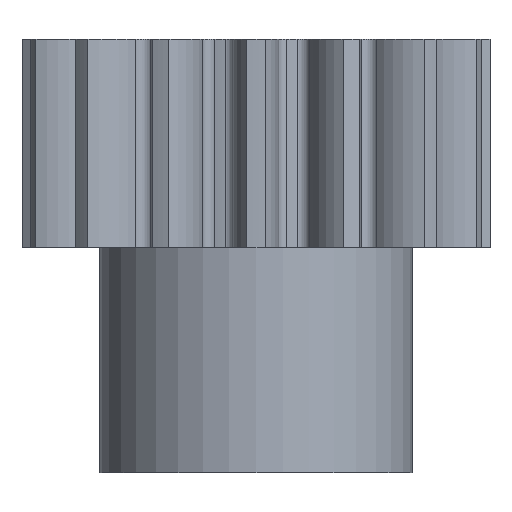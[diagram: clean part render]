
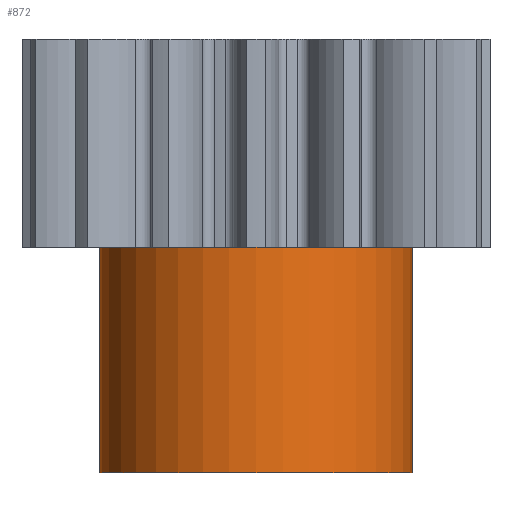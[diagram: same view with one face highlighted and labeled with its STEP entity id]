
A CAD part, front view. The second image highlights one B-rep face of the part: STEP entity #872.
In plain terms, the highlighted cylindrical face has radius 9 mm (diameter 18 mm), a partial arc.
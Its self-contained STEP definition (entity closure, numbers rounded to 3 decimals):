
#42 = VERTEX_POINT ( 'NONE', #3698 ) ;
#47 = VERTEX_POINT ( 'NONE', #3724 ) ;
#59 = EDGE_CURVE ( 'NONE', #47, #42, #3710, .T. ) ;
#163 = EDGE_CURVE ( 'NONE', #411, #173, #1485, .T. ) ;
#173 = VERTEX_POINT ( 'NONE', #1472 ) ;
#411 = VERTEX_POINT ( 'NONE', #1910 ) ;
#661 = EDGE_CURVE ( 'NONE', #42, #173, #2494, .T. ) ;
#766 = EDGE_LOOP ( 'NONE', ( #877, #977, #804, #778 ) ) ;
#778 = ORIENTED_EDGE ( 'NONE', *, *, #661, .F. ) ;
#804 = ORIENTED_EDGE ( 'NONE', *, *, #163, .T. ) ;
#872 = ADVANCED_FACE ( 'NONE', ( #2885 ), #2881, .T. ) ;
#877 = ORIENTED_EDGE ( 'NONE', *, *, #59, .F. ) ;
#976 = EDGE_CURVE ( 'NONE', #47, #411, #2768, .T. ) ;
#977 = ORIENTED_EDGE ( 'NONE', *, *, #976, .T. ) ;
#1472 = CARTESIAN_POINT ( 'NONE',  ( 9., 0., 0. ) ) ;
#1482 = DIRECTION ( 'NONE',  ( 0., 0., 1. ) ) ;
#1483 = VECTOR ( 'NONE', #1482, 1000. ) ;
#1484 = CARTESIAN_POINT ( 'NONE',  ( 9., 0., -13. ) ) ;
#1485 = LINE ( 'NONE', #1484, #1483 ) ;
#1910 = CARTESIAN_POINT ( 'NONE',  ( 9., 0., -13. ) ) ;
#2494 = CIRCLE ( 'NONE', #2550, 9. ) ;
#2547 = DIRECTION ( 'NONE',  ( 1., 0., 0. ) ) ;
#2548 = DIRECTION ( 'NONE',  ( 0., 0., 1. ) ) ;
#2549 = CARTESIAN_POINT ( 'NONE',  ( 0., 0., 0. ) ) ;
#2550 = AXIS2_PLACEMENT_3D ( 'NONE', #2549, #2548, #2547 ) ;
#2762 = DIRECTION ( 'NONE',  ( 1., 0., 0. ) ) ;
#2763 = DIRECTION ( 'NONE',  ( 0., 0., 1. ) ) ;
#2768 = CIRCLE ( 'NONE', #2780, 9. ) ;
#2780 = AXIS2_PLACEMENT_3D ( 'NONE', #2966, #2763, #2762 ) ;
#2881 = CYLINDRICAL_SURFACE ( 'NONE', #2889, 9. ) ;
#2885 = FACE_OUTER_BOUND ( 'NONE', #766, .T. ) ;
#2887 = DIRECTION ( 'NONE',  ( 0., 0., 1. ) ) ;
#2888 = CARTESIAN_POINT ( 'NONE',  ( 0., 0., -13. ) ) ;
#2889 = AXIS2_PLACEMENT_3D ( 'NONE', #2888, #2887, #2927 ) ;
#2927 = DIRECTION ( 'NONE',  ( 1., 0., 0. ) ) ;
#2966 = CARTESIAN_POINT ( 'NONE',  ( 0., 0., -13. ) ) ;
#3662 = DIRECTION ( 'NONE',  ( 0., 0., 1. ) ) ;
#3663 = VECTOR ( 'NONE', #3662, 1000. ) ;
#3664 = CARTESIAN_POINT ( 'NONE',  ( -9., 0., -13. ) ) ;
#3698 = CARTESIAN_POINT ( 'NONE',  ( -9., 0., 0. ) ) ;
#3710 = LINE ( 'NONE', #3664, #3663 ) ;
#3724 = CARTESIAN_POINT ( 'NONE',  ( -9., 0., -13. ) ) ;
